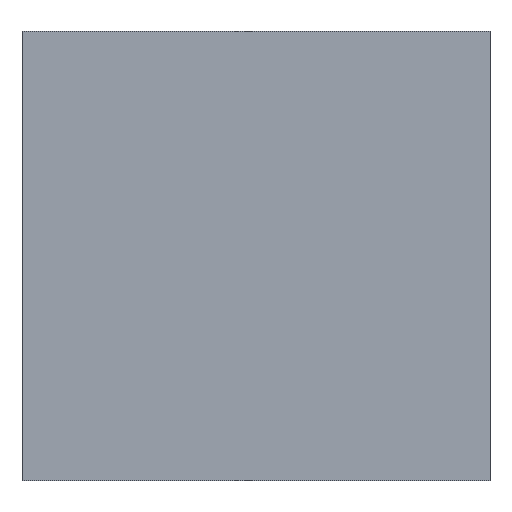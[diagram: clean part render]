
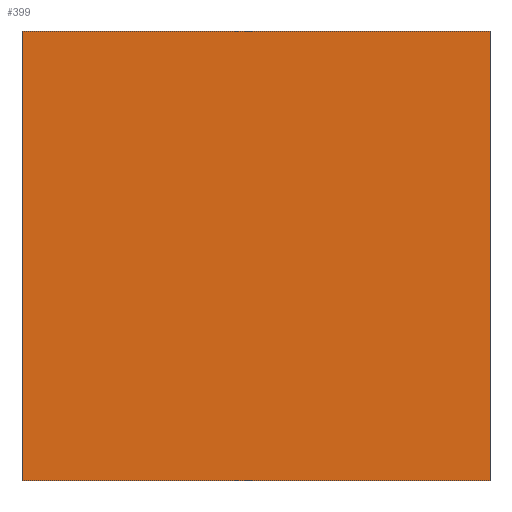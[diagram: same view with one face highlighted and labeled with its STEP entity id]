
A CAD part, left-side view. The second image highlights one B-rep face of the part: STEP entity #399.
In plain terms, the highlighted face is planar.
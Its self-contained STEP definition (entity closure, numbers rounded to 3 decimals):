
#44=ORIENTED_EDGE('',*,*,#107,.T.);
#45=ORIENTED_EDGE('',*,*,#104,.T.);
#46=ORIENTED_EDGE('',*,*,#100,.T.);
#47=ORIENTED_EDGE('',*,*,#110,.T.);
#100=EDGE_CURVE('',#136,#137,#160,.T.);
#104=EDGE_CURVE('',#140,#136,#164,.T.);
#107=EDGE_CURVE('',#142,#140,#167,.T.);
#110=EDGE_CURVE('',#137,#142,#170,.T.);
#136=VERTEX_POINT('',#518);
#137=VERTEX_POINT('',#519);
#140=VERTEX_POINT('',#527);
#142=VERTEX_POINT('',#533);
#160=LINE('',#517,#196);
#164=LINE('',#526,#200);
#167=LINE('',#532,#203);
#170=LINE('',#538,#206);
#196=VECTOR('',#444,1000.);
#200=VECTOR('',#450,1000.);
#203=VECTOR('',#455,1000.);
#206=VECTOR('',#460,1000.);
#233=EDGE_LOOP('',(#44,#45,#46,#47));
#251=FACE_BOUND('',#233,.T.);
#269=PLANE('',#422);
#399=ADVANCED_FACE('',(#251),#269,.T.);
#422=AXIS2_PLACEMENT_3D('',#540,#462,#463);
#444=DIRECTION('',(0.,0.,1.));
#450=DIRECTION('',(1.,0.,0.));
#455=DIRECTION('',(0.,0.,-1.));
#460=DIRECTION('',(-1.,0.,0.));
#462=DIRECTION('',(0.,-1.,0.));
#463=DIRECTION('',(0.,0.,-1.));
#517=CARTESIAN_POINT('',(0.625,-1.,-0.6));
#518=CARTESIAN_POINT('',(0.625,-1.,-0.6));
#519=CARTESIAN_POINT('',(0.625,-1.,0.6));
#526=CARTESIAN_POINT('',(-0.625,-1.,-0.6));
#527=CARTESIAN_POINT('',(-0.625,-1.,-0.6));
#532=CARTESIAN_POINT('',(-0.625,-1.,0.6));
#533=CARTESIAN_POINT('',(-0.625,-1.,0.6));
#538=CARTESIAN_POINT('',(0.625,-1.,0.6));
#540=CARTESIAN_POINT('',(-0.6,-1.,-0.575));
